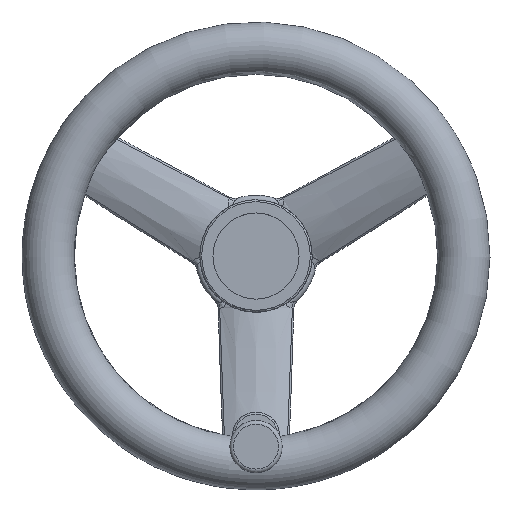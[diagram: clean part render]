
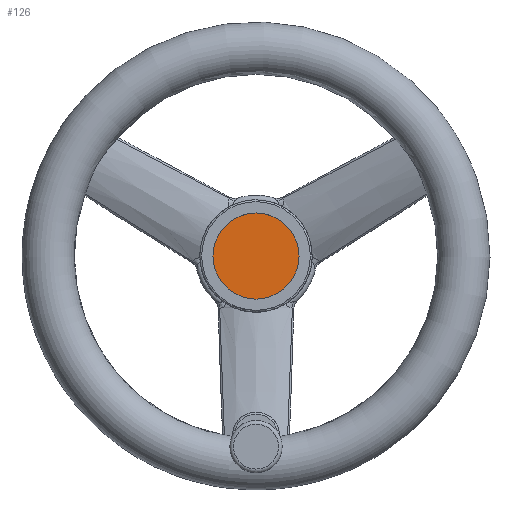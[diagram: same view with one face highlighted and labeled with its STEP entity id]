
A CAD part, top view. The second image highlights one B-rep face of the part: STEP entity #126.
In plain terms, the highlighted planar face has unit normal (0, 0, 1).
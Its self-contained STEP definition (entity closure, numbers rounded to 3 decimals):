
#126 = ADVANCED_FACE( '', ( #298 ), #299, .T. );
#298 = FACE_OUTER_BOUND( '', #1327, .T. );
#299 = PLANE( '', #1328 );
#1327 = EDGE_LOOP( '', ( #4184 ) );
#1328 = AXIS2_PLACEMENT_3D( '', #4185, #4186, #4187 );
#4184 = ORIENTED_EDGE( '', *, *, #4729, .T. );
#4185 = CARTESIAN_POINT( '', ( 0., 0., 32.12 ) );
#4186 = DIRECTION( '', ( 0., 0., 1. ) );
#4187 = DIRECTION( '', ( 1., 0., 0. ) );
#4729 = EDGE_CURVE( '', #5150, #5150, #5151, .T. );
#5150 = VERTEX_POINT( '', #5807 );
#5151 = CIRCLE( '', #5808, 23. );
#5807 = CARTESIAN_POINT( '', ( 23., 0., 32.12 ) );
#5808 = AXIS2_PLACEMENT_3D( '', #8988, #8989, #8990 );
#8988 = CARTESIAN_POINT( '', ( 0., 0., 32.12 ) );
#8989 = DIRECTION( '', ( 0., 0., 1. ) );
#8990 = DIRECTION( '', ( 1., 0., 0. ) );
